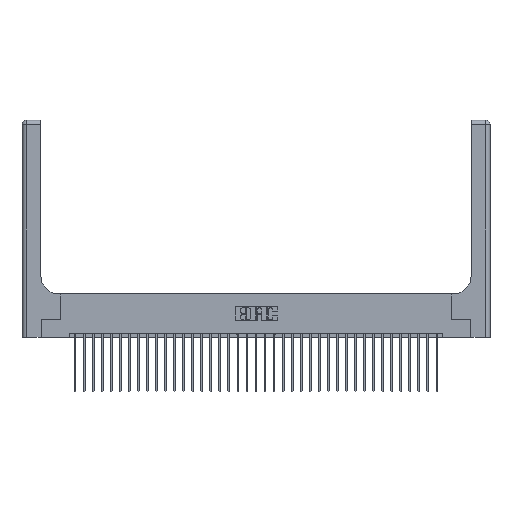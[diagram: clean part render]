
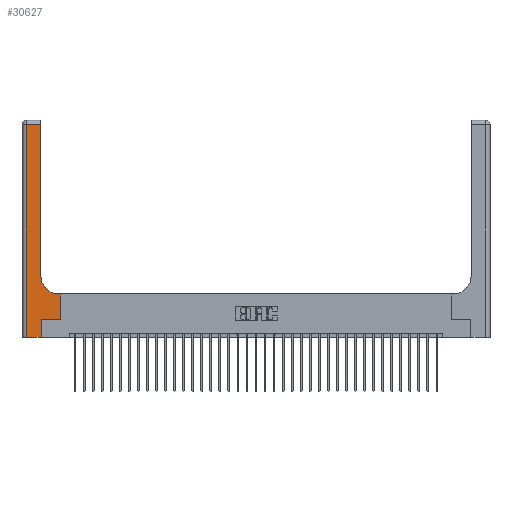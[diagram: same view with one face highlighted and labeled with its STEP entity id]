
A CAD part, top view. The second image highlights one B-rep face of the part: STEP entity #30627.
In plain terms, the highlighted planar face has unit normal (0, 0, 1).
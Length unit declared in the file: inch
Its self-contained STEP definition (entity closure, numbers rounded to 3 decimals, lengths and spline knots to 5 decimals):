
#143 = ORIENTED_EDGE ( 'NONE', *, *, #19591, .T. ) ;
#876 = ORIENTED_EDGE ( 'NONE', *, *, #29025, .T. ) ;
#2287 = DIRECTION ( 'NONE',  ( 0., 1., 0. ) ) ;
#2548 = VERTEX_POINT ( 'NONE', #13510 ) ;
#2662 = VERTEX_POINT ( 'NONE', #19267 ) ;
#3137 = ORIENTED_EDGE ( 'NONE', *, *, #30428, .T. ) ;
#3192 = FACE_OUTER_BOUND ( 'NONE', #22665, .T. ) ;
#3306 = CIRCLE ( 'NONE', #21456, 0.25 ) ;
#3647 = CARTESIAN_POINT ( 'NONE',  ( 0.265, 0., 0.37 ) ) ;
#4129 = DIRECTION ( 'NONE',  ( 0., -1., 0. ) ) ;
#4540 = VERTEX_POINT ( 'NONE', #3647 ) ;
#5054 = DIRECTION ( 'NONE',  ( 0., 0., -1. ) ) ;
#5193 = LINE ( 'NONE', #12232, #9836 ) ;
#5334 = CARTESIAN_POINT ( 'NONE',  ( 0., 2.94, 0.37 ) ) ;
#6079 = VECTOR ( 'NONE', #11795, 39.37008 ) ;
#6087 = LINE ( 'NONE', #6781, #22416 ) ;
#6781 = CARTESIAN_POINT ( 'NONE',  ( 0.528, 0.25, 0.37 ) ) ;
#8277 = LINE ( 'NONE', #5334, #23430 ) ;
#8443 = EDGE_CURVE ( 'NONE', #15779, #28407, #15022, .T. ) ;
#9237 = ORIENTED_EDGE ( 'NONE', *, *, #17372, .T. ) ;
#9447 = CARTESIAN_POINT ( 'NONE',  ( 0.265, 0.25, 0.37 ) ) ;
#9836 = VECTOR ( 'NONE', #2287, 39.37008 ) ;
#9974 = DIRECTION ( 'NONE',  ( -1., 0., 0. ) ) ;
#10258 = LINE ( 'NONE', #27321, #31253 ) ;
#10558 = EDGE_CURVE ( 'NONE', #10944, #2548, #8277, .T. ) ;
#10695 = VERTEX_POINT ( 'NONE', #10724 ) ;
#10724 = CARTESIAN_POINT ( 'NONE',  ( 0.265, 0.25, 0.37 ) ) ;
#10944 = VERTEX_POINT ( 'NONE', #21175 ) ;
#11358 = ORIENTED_EDGE ( 'NONE', *, *, #18631, .T. ) ;
#11753 = DIRECTION ( 'NONE',  ( 0., 1., 0. ) ) ;
#11795 = DIRECTION ( 'NONE',  ( 1., 0., 0. ) ) ;
#12232 = CARTESIAN_POINT ( 'NONE',  ( 0.26, 3., 0.37 ) ) ;
#12521 = DIRECTION ( 'NONE',  ( 1., 0., 0. ) ) ;
#12940 = VERTEX_POINT ( 'NONE', #25082 ) ;
#13141 = PLANE ( 'NONE',  #29745 ) ;
#13510 = CARTESIAN_POINT ( 'NONE',  ( 0.06, 2.94, 0.37 ) ) ;
#14232 = DIRECTION ( 'NONE',  ( 1., 0., 0. ) ) ;
#14260 = VECTOR ( 'NONE', #16165, 39.37008 ) ;
#14795 = ORIENTED_EDGE ( 'NONE', *, *, #8443, .T. ) ;
#14903 = CARTESIAN_POINT ( 'NONE',  ( 0.51, 0.85, 0.37 ) ) ;
#15022 = LINE ( 'NONE', #19030, #14260 ) ;
#15057 = EDGE_CURVE ( 'NONE', #2548, #30274, #26017, .T. ) ;
#15181 = DIRECTION ( 'NONE',  ( 0., 0., -1. ) ) ;
#15779 = VERTEX_POINT ( 'NONE', #22267 ) ;
#15782 = LINE ( 'NONE', #31586, #6079 ) ;
#16165 = DIRECTION ( 'NONE',  ( -1., 0., 0. ) ) ;
#17319 = DIRECTION ( 'NONE',  ( 0., 1., 0. ) ) ;
#17372 = EDGE_CURVE ( 'NONE', #28407, #2662, #3306, .T. ) ;
#18631 = EDGE_CURVE ( 'NONE', #30274, #4540, #15782, .T. ) ;
#19030 = CARTESIAN_POINT ( 'NONE',  ( 0.26, 0.6, 0.37 ) ) ;
#19267 = CARTESIAN_POINT ( 'NONE',  ( 0.26, 0.85, 0.37 ) ) ;
#19591 = EDGE_CURVE ( 'NONE', #4540, #10695, #10258, .T. ) ;
#21175 = CARTESIAN_POINT ( 'NONE',  ( 0.26, 2.94, 0.37 ) ) ;
#21456 = AXIS2_PLACEMENT_3D ( 'NONE', #14903, #5054, #12521 ) ;
#21745 = CARTESIAN_POINT ( 'NONE',  ( 0.51, 0.6, 0.37 ) ) ;
#22267 = CARTESIAN_POINT ( 'NONE',  ( 0.528, 0.6, 0.37 ) ) ;
#22295 = ORIENTED_EDGE ( 'NONE', *, *, #15057, .T. ) ;
#22416 = VECTOR ( 'NONE', #11753, 39.37008 ) ;
#22665 = EDGE_LOOP ( 'NONE', ( #876, #30545, #22295, #11358, #143, #3137, #22785, #14795, #9237 ) ) ;
#22785 = ORIENTED_EDGE ( 'NONE', *, *, #24259, .T. ) ;
#23430 = VECTOR ( 'NONE', #9974, 39.37008 ) ;
#24259 = EDGE_CURVE ( 'NONE', #12940, #15779, #6087, .T. ) ;
#25082 = CARTESIAN_POINT ( 'NONE',  ( 0.528, 0.25, 0.37 ) ) ;
#25333 = VECTOR ( 'NONE', #14232, 39.37008 ) ;
#26017 = LINE ( 'NONE', #30725, #28314 ) ;
#27321 = CARTESIAN_POINT ( 'NONE',  ( 0.265, 0., 0.37 ) ) ;
#28314 = VECTOR ( 'NONE', #4129, 39.37008 ) ;
#28407 = VERTEX_POINT ( 'NONE', #21745 ) ;
#29025 = EDGE_CURVE ( 'NONE', #2662, #10944, #5193, .T. ) ;
#29745 = AXIS2_PLACEMENT_3D ( 'NONE', #30063, #15181, #30506 ) ;
#30063 = CARTESIAN_POINT ( 'NONE',  ( 0., 3., 0.37 ) ) ;
#30274 = VERTEX_POINT ( 'NONE', #31298 ) ;
#30428 = EDGE_CURVE ( 'NONE', #10695, #12940, #31923, .T. ) ;
#30506 = DIRECTION ( 'NONE',  ( -1., 0., 0. ) ) ;
#30545 = ORIENTED_EDGE ( 'NONE', *, *, #10558, .T. ) ;
#30627 = ADVANCED_FACE ( 'NONE', ( #3192 ), #13141, .F. ) ;
#30725 = CARTESIAN_POINT ( 'NONE',  ( 0.06, 3., 0.37 ) ) ;
#31253 = VECTOR ( 'NONE', #17319, 39.37008 ) ;
#31298 = CARTESIAN_POINT ( 'NONE',  ( 0.06, 0., 0.37 ) ) ;
#31586 = CARTESIAN_POINT ( 'NONE',  ( 0., 0., 0.37 ) ) ;
#31923 = LINE ( 'NONE', #9447, #25333 ) ;
